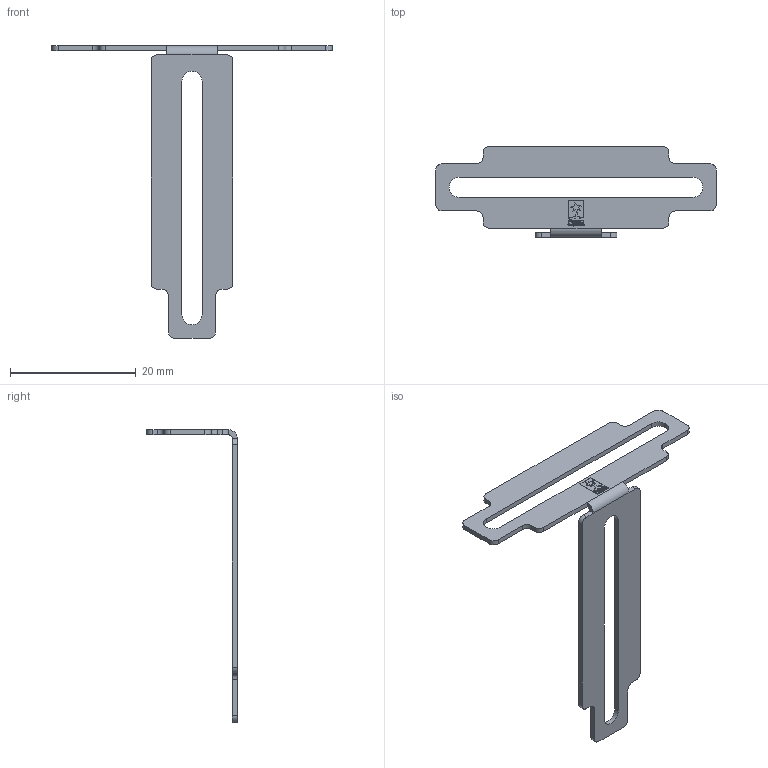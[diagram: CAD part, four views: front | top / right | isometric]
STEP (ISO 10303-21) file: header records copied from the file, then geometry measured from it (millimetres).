
FILE_DESCRIPTION (( 'STEP AP214' ), '1' );
FILE_NAME ('bkt11a.step', '2016-03-02T21:54:28', ( '' ), ( '' ), 'SwSTEP 2.0', 'SolidWorks 2015', '' );
FILE_SCHEMA (( 'AUTOMOTIVE_DESIGN' ));
Length unit declared in the file: millimetre
Products named in the file (1): bkt11a
Bounding box: 44.5 x 14.4 x 46.4 mm (x, y, z)
Volume: 636.8 mm3; surface area: 1896.9 mm2
Topology: 1 solids, 1 shells, 307 faces, 825 edges, 548 vertices
Faces by surface type: plane 181, bspline 98, cylinder 28
Entity records: 12689 total; most frequent: CARTESIAN_POINT 5567, ORIENTED_EDGE 1650, DIRECTION 1105, EDGE_CURVE 825, LINE 573, VECTOR 573, VERTEX_POINT 548, EDGE_LOOP 339
